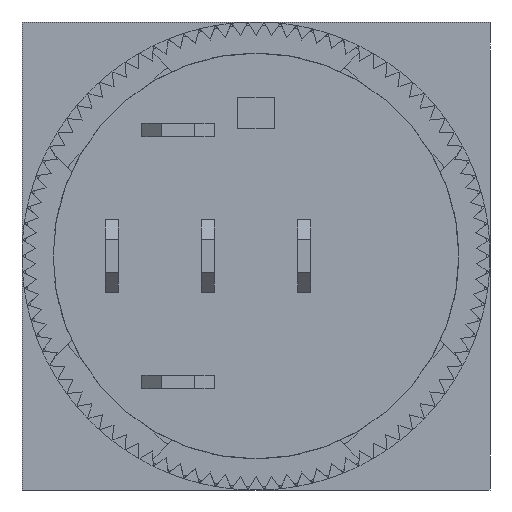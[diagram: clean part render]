
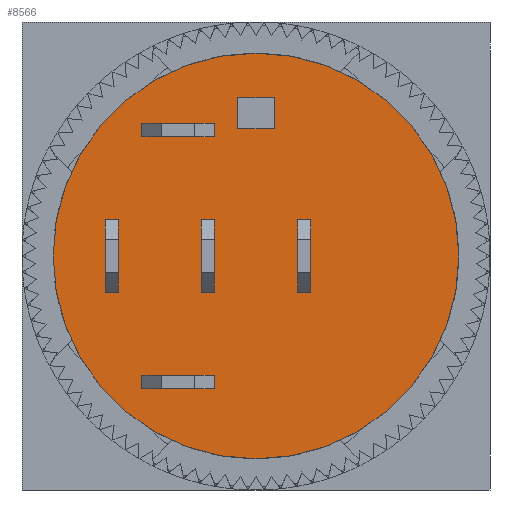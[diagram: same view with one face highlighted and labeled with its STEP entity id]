
A CAD part, front view. The second image highlights one B-rep face of the part: STEP entity #8566.
In plain terms, the highlighted planar face has unit normal (0, -1, 0).
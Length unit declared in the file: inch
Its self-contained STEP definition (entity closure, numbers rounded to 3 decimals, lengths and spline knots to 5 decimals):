
#218=FACE_BOUND('',#1091,.T.);
#311=CIRCLE('',#9130,0.30728);
#577=FACE_OUTER_BOUND('',#1090,.T.);
#1090=EDGE_LOOP('',(#5923));
#1091=EDGE_LOOP('',(#5924,#5925,#5926,#5927));
#1544=LINE('',#12207,#2484);
#1548=LINE('',#12215,#2488);
#1553=LINE('',#12225,#2493);
#1555=LINE('',#12228,#2495);
#2484=VECTOR('',#9759,0.05512);
#2488=VECTOR('',#9765,0.04724);
#2493=VECTOR('',#9774,0.05512);
#2495=VECTOR('',#9778,0.04724);
#3424=VERTEX_POINT('',#12205);
#3425=VERTEX_POINT('',#12206);
#3428=VERTEX_POINT('',#12214);
#3431=VERTEX_POINT('',#12224);
#3562=VERTEX_POINT('',#12636);
#4216=EDGE_CURVE('',#3424,#3425,#1544,.T.);
#4220=EDGE_CURVE('',#3428,#3424,#1548,.T.);
#4225=EDGE_CURVE('',#3431,#3428,#1553,.T.);
#4227=EDGE_CURVE('',#3425,#3431,#1555,.T.);
#4430=EDGE_CURVE('',#3562,#3562,#311,.T.);
#5923=ORIENTED_EDGE('',*,*,#4430,.F.);
#5924=ORIENTED_EDGE('',*,*,#4220,.T.);
#5925=ORIENTED_EDGE('',*,*,#4216,.T.);
#5926=ORIENTED_EDGE('',*,*,#4227,.T.);
#5927=ORIENTED_EDGE('',*,*,#4225,.T.);
#8127=PLANE('',#9131);
#8566=ADVANCED_FACE('',(#577,#218),#8127,.T.);
#9130=AXIS2_PLACEMENT_3D('',#12637,#10179,#10180);
#9131=AXIS2_PLACEMENT_3D('',#12638,#10181,#10182);
#9759=DIRECTION('',(1.,0.,0.));
#9765=DIRECTION('',(0.,0.,1.));
#9774=DIRECTION('',(-1.,0.,0.));
#9778=DIRECTION('',(0.,0.,-1.));
#10179=DIRECTION('center_axis',(0.,1.,0.));
#10180=DIRECTION('ref_axis',(-1.,0.,0.));
#10181=DIRECTION('center_axis',(0.,-1.,0.));
#10182=DIRECTION('ref_axis',(0.,0.,-1.));
#12205=CARTESIAN_POINT('',(-0.02756,-0.669,0.24));
#12206=CARTESIAN_POINT('',(0.02756,-0.669,0.24));
#12207=CARTESIAN_POINT('',(-0.06304,-0.669,0.24));
#12214=CARTESIAN_POINT('',(-0.02756,-0.669,0.19276));
#12215=CARTESIAN_POINT('',(-0.02756,-0.669,0.12));
#12224=CARTESIAN_POINT('',(0.02756,-0.669,0.19276));
#12225=CARTESIAN_POINT('',(-0.0906,-0.669,0.19276));
#12228=CARTESIAN_POINT('',(0.02756,-0.669,0.09638));
#12636=CARTESIAN_POINT('',(-0.30728,-0.669,0.));
#12637=CARTESIAN_POINT('Origin',(0.,-0.669,0.));
#12638=CARTESIAN_POINT('Origin',(-0.15364,-0.669,0.));
